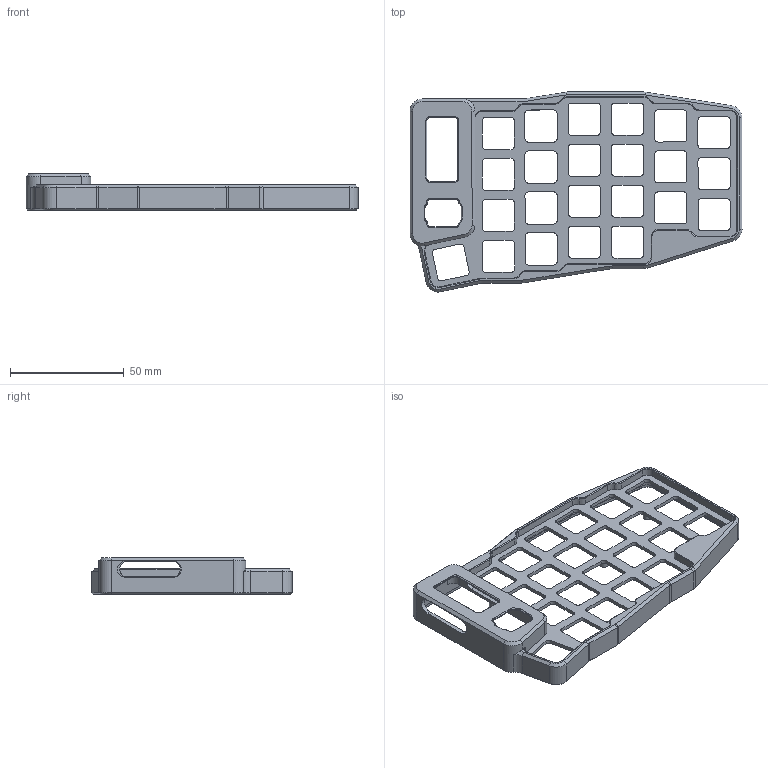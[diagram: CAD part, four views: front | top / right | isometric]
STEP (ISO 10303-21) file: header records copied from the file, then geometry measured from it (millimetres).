
FILE_DESCRIPTION(('HOOPS Exchange Step'),'2;1');
FILE_NAME('temp_export','2023-09-24T14:48:34+09:30',('mobile'),('Shapr3D Limited'),'HOOPS Exchange 2023.2','Shapr3D','Authorized');
FILE_SCHEMA( ('AUTOMOTIVE_DESIGN { 1 0 10303 214 1 1 1 1 }') );
Length unit declared in the file: millimetre
Products named in the file (1): root
Bounding box: 145.83 x 87.91 x 15.9 mm (x, y, z)
Volume: 19578.3 mm3; surface area: 24707.1 mm2
Topology: 1 solids, 2 shells, 736 faces, 1987 edges, 1287 vertices
Faces by surface type: plane 368, cylinder 301, cone 67
Full cylindrical faces by diameter (mm): 1.65 x1, 2 x5, 4 x5
Entity records: 23341 total; most frequent: DIRECTION 4144, CARTESIAN_POINT 4038, ORIENTED_EDGE 3974, EDGE_CURVE 1987, AXIS2_PLACEMENT_3D 1423, VECTOR 1298, LINE 1298, VERTEX_POINT 1287
